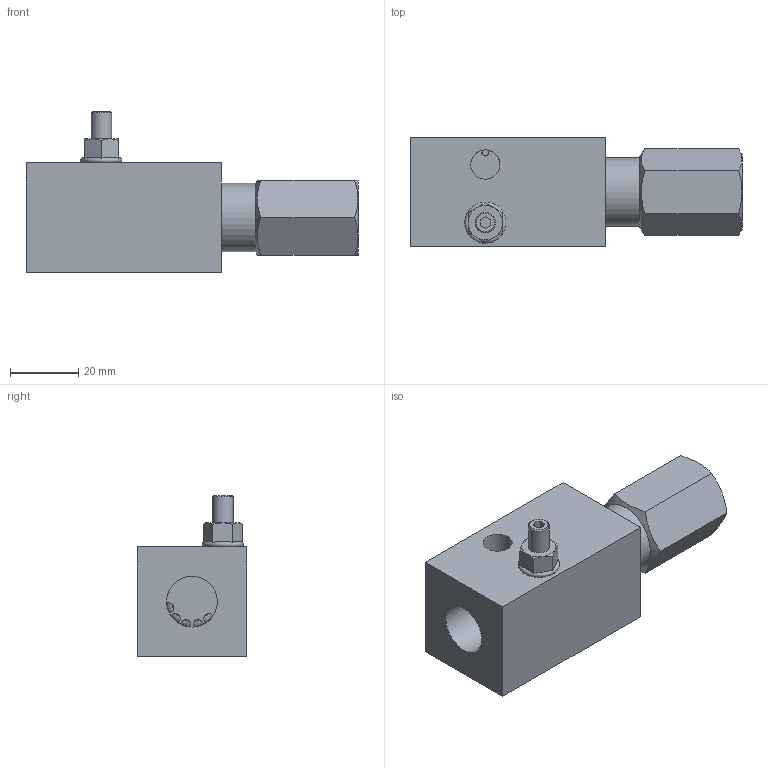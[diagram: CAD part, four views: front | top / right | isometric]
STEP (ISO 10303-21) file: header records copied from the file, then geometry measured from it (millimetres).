
FILE_DESCRIPTION( ( 'STEP AP214' ), '1' );
FILE_NAME( 'RØR MOTION CONTROL VALVE LHK 22G-11.stp', '2019-09-17T08:30:54', ( '' ), ( '' ), ' ', 'PARTsolutions', ' ' );
FILE_SCHEMA( ( 'AUTOMOTIVE_DESIGN { 1 0 10303 214 1 1 1 1 }' ) );
Length unit declared in the file: millimetre
Products named in the file (5): 101954447 HAWE LHK 22 G -11; _HAWE LHK 22 G -11; _HAWE Lasthalteeinsatz-LHK22; _HAWE Seal-Lock-Bundmutter-Gewindestift-M6; _HAWE Schraube-6999049-DR
Assembly tree (4 placements, depth 2):
  101954447 HAWE LHK 22 G -11
    _HAWE LHK 22 G -11
    _HAWE Lasthalteeinsatz-LHK22
    _HAWE Seal-Lock-Bundmutter-Gewindestift-M6
    _HAWE Schraube-6999049-DR
Bounding box: 97 x 32 x 47 mm (x, y, z)
Volume: 63999.9 mm3; surface area: 21173.4 mm2
Topology: 4 solids, 4 shells, 120 faces, 266 edges, 172 vertices
Faces by surface type: plane 65, cylinder 34, cone 18, torus 3
Full cylindrical faces by diameter (mm): 1.5 x2, 1.95 x1, 2 x1, 3 x5, 4 x2, 4.3 x1, 5.8 x1, 6 x5, 6.5 x1, 7 x1, 8.57 x1, 9 x1, 11 x1, 14.85 x1, 14.95 x1, 15.3 x1, 15.7 x1, 16.5 x1, 18 x4, 20 x2
Entity records: 4386 total; most frequent: CARTESIAN_POINT 882, DIRECTION 526, ORIENTED_EDGE 420, AXIS2_PLACEMENT_3D 229, EDGE_CURVE 210, EDGE_LOOP 196, VERTEX_POINT 161, FACE_OUTER_BOUND 157
